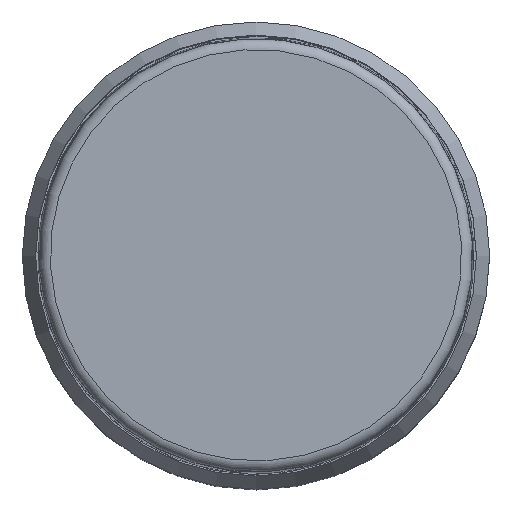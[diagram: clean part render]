
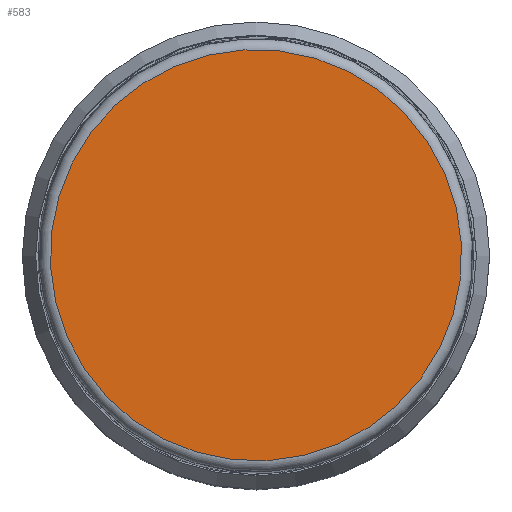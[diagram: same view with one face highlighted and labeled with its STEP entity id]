
A CAD part, top view. The second image highlights one B-rep face of the part: STEP entity #583.
In plain terms, the highlighted planar face has unit normal (0, 0, 1).
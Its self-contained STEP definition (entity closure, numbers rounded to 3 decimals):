
#115=FACE_OUTER_BOUND('',#163,.T.);
#163=EDGE_LOOP('',(#403));
#222=CIRCLE('',#650,13.206);
#266=VERTEX_POINT('',#930);
#324=EDGE_CURVE('',#266,#266,#222,.T.);
#403=ORIENTED_EDGE('',*,*,#324,.F.);
#521=PLANE('',#652);
#583=ADVANCED_FACE('',(#115),#521,.T.);
#650=AXIS2_PLACEMENT_3D('',#931,#750,#751);
#652=AXIS2_PLACEMENT_3D('',#933,#754,#755);
#750=DIRECTION('center_axis',(0.,0.,
-1.));
#751=DIRECTION('ref_axis',(-0.727,-0.686,0.));
#754=DIRECTION('center_axis',(0.,0.,
1.));
#755=DIRECTION('ref_axis',(0.727,0.686,0.));
#930=CARTESIAN_POINT('',(9.603,9.066,12.));
#931=CARTESIAN_POINT('Origin',(0.,0.,12.));
#933=CARTESIAN_POINT('Origin',(0.,0.,12.));
